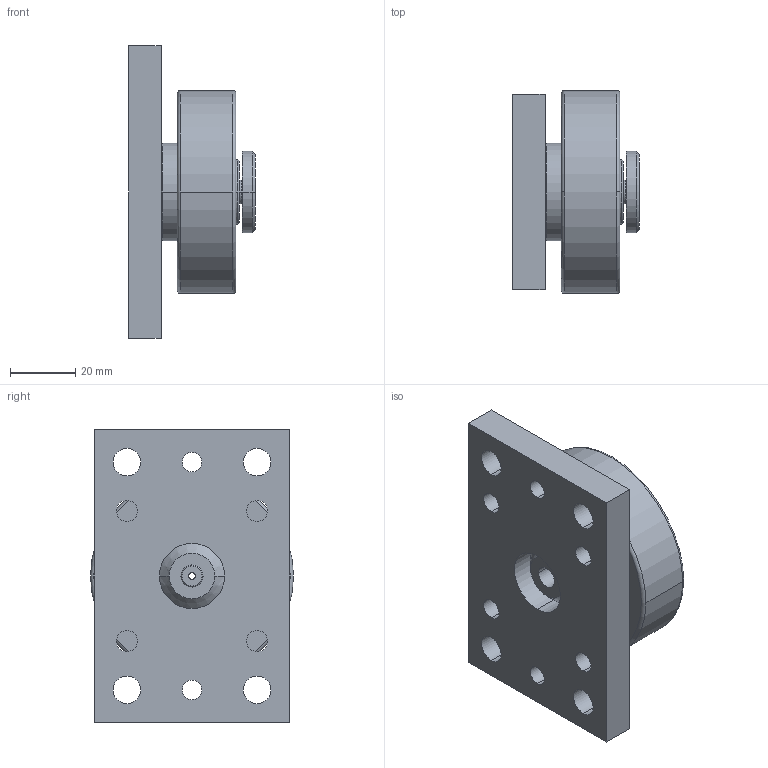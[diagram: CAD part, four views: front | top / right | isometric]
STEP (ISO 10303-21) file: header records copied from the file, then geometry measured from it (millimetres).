
FILE_DESCRIPTION(('STEP AP214'),'1');
FILE_NAME('v_6250_p_ap.stp','2021-03-31T16:24:06',('TraceParts'),('TraceParts S.A.'),'Spatial InterOp 3D',' ',' ');
FILE_SCHEMA(('AUTOMOTIVE_DESIGN { 1 0 10303 214 1 1 1 1 }'));
Length unit declared in the file: millimetre
Products named in the file (1): v_6250_p_ap
Bounding box: 39 x 62.4 x 90 mm (x, y, z)
Volume: 104173.5 mm3; surface area: 28536 mm2
Topology: 1 solids, 2 shells, 153 faces, 402 edges, 256 vertices
Faces by surface type: cylinder 80, plane 47, cone 14, torus 12
Entity records: 6164 total; most frequent: DIRECTION 980, CARTESIAN_POINT 812, ORIENTED_EDGE 804, AXIS2_PLACEMENT_3D 424, EDGE_CURVE 402, CIRCLE 270, VERTEX_POINT 256, EDGE_LOOP 196
